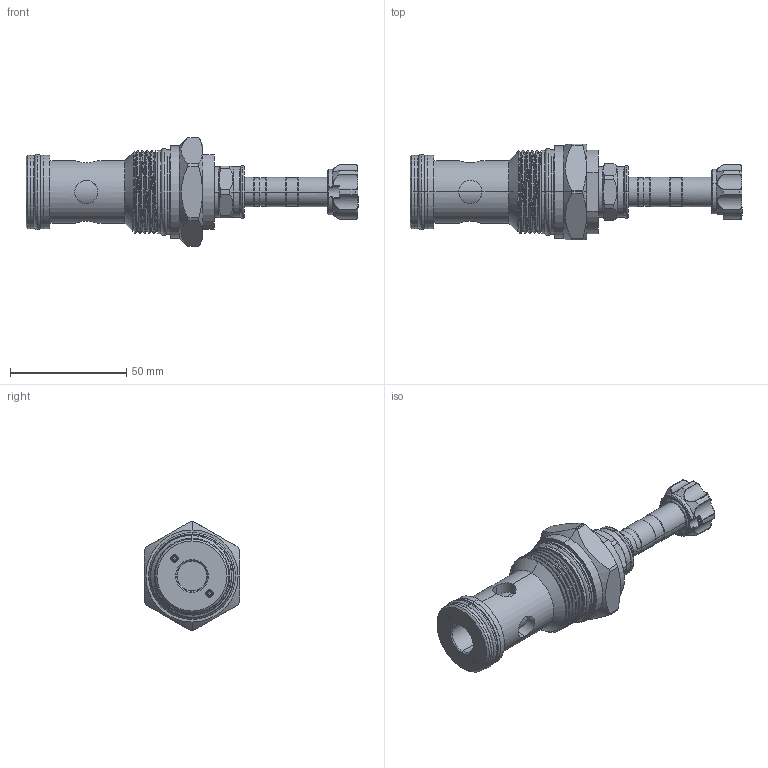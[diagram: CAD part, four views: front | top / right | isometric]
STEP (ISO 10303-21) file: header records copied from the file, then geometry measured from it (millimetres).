
FILE_DESCRIPTION (( 'STEP AP203' ), '1' );
FILE_NAME ('EP16A2A05N95.STEP', '2020-03-31T06:48:24', ( '' ), ( '' ), 'SwSTEP 2.0', 'SolidWorks 2018', '' );
FILE_SCHEMA (( 'CONFIG_CONTROL_DESIGN' ));
Length unit declared in the file: millimetre
Products named in the file (1): EP16A2A05N95
Bounding box: 142.65 x 41.2 x 46.8 mm (x, y, z)
Volume: 78162.1 mm3; surface area: 22260.4 mm2
Topology: 10 solids, 10 shells, 384 faces, 936 edges, 573 vertices
Faces by surface type: cylinder 162, cone 65, plane 61, torus 51, bspline 41, sphere 4
Entity records: 16449 total; most frequent: CARTESIAN_POINT 7767, ORIENTED_EDGE 1832, DIRECTION 1784, EDGE_CURVE 916, AXIS2_PLACEMENT_3D 747, VERTEX_POINT 567, EDGE_LOOP 411, CIRCLE 403
